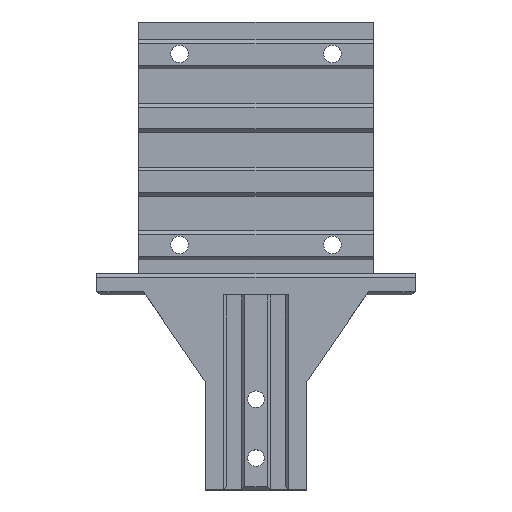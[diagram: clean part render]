
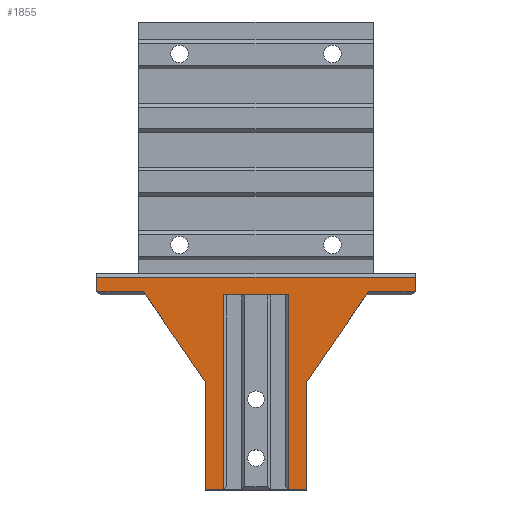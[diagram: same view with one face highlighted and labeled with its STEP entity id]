
A CAD part, top view. The second image highlights one B-rep face of the part: STEP entity #1855.
In plain terms, the highlighted planar face has unit normal (0, 0, 1).
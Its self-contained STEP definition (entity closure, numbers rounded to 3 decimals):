
#145=FACE_OUTER_BOUND('',#261,.T.);
#261=EDGE_LOOP('',(#1366,#1367,#1368,#1369,#1370,#1371,#1372,#1373,#1374,
#1375,#1376,#1377,#1378,#1379));
#419=LINE('',#2729,#632);
#425=LINE('',#2740,#638);
#427=LINE('',#2749,#640);
#437=LINE('',#2768,#650);
#445=LINE('',#2799,#658);
#456=LINE('',#2821,#669);
#459=LINE('',#2828,#672);
#465=LINE('',#2840,#678);
#466=LINE('',#2841,#679);
#467=LINE('',#2843,#680);
#468=LINE('',#2845,#681);
#469=LINE('',#2846,#682);
#470=LINE('',#2848,#683);
#471=LINE('',#2849,#684);
#632=VECTOR('',#2177,10.);
#638=VECTOR('',#2185,10.);
#640=VECTOR('',#2193,10.);
#650=VECTOR('',#2203,10.);
#658=VECTOR('',#2231,10.);
#669=VECTOR('',#2252,10.);
#672=VECTOR('',#2259,10.);
#678=VECTOR('',#2267,10.);
#679=VECTOR('',#2268,10.);
#680=VECTOR('',#2269,10.);
#681=VECTOR('',#2270,10.);
#682=VECTOR('',#2271,10.);
#683=VECTOR('',#2272,10.);
#684=VECTOR('',#2273,10.);
#835=VERTEX_POINT('',#2726);
#836=VERTEX_POINT('',#2728);
#840=VERTEX_POINT('',#2738);
#843=VERTEX_POINT('',#2746);
#844=VERTEX_POINT('',#2748);
#853=VERTEX_POINT('',#2766);
#865=VERTEX_POINT('',#2794);
#866=VERTEX_POINT('',#2798);
#872=VERTEX_POINT('',#2816);
#874=VERTEX_POINT('',#2827);
#879=VERTEX_POINT('',#2839);
#880=VERTEX_POINT('',#2842);
#881=VERTEX_POINT('',#2844);
#882=VERTEX_POINT('',#2847);
#1013=EDGE_CURVE('',#836,#835,#419,.T.);
#1019=EDGE_CURVE('',#835,#840,#425,.T.);
#1023=EDGE_CURVE('',#844,#843,#427,.T.);
#1033=EDGE_CURVE('',#840,#853,#437,.T.);
#1047=EDGE_CURVE('',#865,#866,#445,.T.);
#1059=EDGE_CURVE('',#836,#872,#456,.T.);
#1062=EDGE_CURVE('',#874,#872,#459,.T.);
#1068=EDGE_CURVE('',#865,#879,#465,.T.);
#1069=EDGE_CURVE('',#879,#874,#466,.T.);
#1070=EDGE_CURVE('',#853,#880,#467,.T.);
#1071=EDGE_CURVE('',#880,#881,#468,.T.);
#1072=EDGE_CURVE('',#881,#844,#469,.T.);
#1073=EDGE_CURVE('',#843,#882,#470,.T.);
#1074=EDGE_CURVE('',#882,#866,#471,.T.);
#1366=ORIENTED_EDGE('',*,*,#1047,.F.);
#1367=ORIENTED_EDGE('',*,*,#1068,.T.);
#1368=ORIENTED_EDGE('',*,*,#1069,.T.);
#1369=ORIENTED_EDGE('',*,*,#1062,.T.);
#1370=ORIENTED_EDGE('',*,*,#1059,.F.);
#1371=ORIENTED_EDGE('',*,*,#1013,.T.);
#1372=ORIENTED_EDGE('',*,*,#1019,.T.);
#1373=ORIENTED_EDGE('',*,*,#1033,.T.);
#1374=ORIENTED_EDGE('',*,*,#1070,.T.);
#1375=ORIENTED_EDGE('',*,*,#1071,.T.);
#1376=ORIENTED_EDGE('',*,*,#1072,.T.);
#1377=ORIENTED_EDGE('',*,*,#1023,.T.);
#1378=ORIENTED_EDGE('',*,*,#1073,.T.);
#1379=ORIENTED_EDGE('',*,*,#1074,.T.);
#1772=PLANE('',#1985);
#1855=ADVANCED_FACE('',(#145),#1772,.T.);
#1985=AXIS2_PLACEMENT_3D('',#2838,#2265,#2266);
#2177=DIRECTION('',(0.565,-0.825,0.));
#2185=DIRECTION('',(0.,-1.,0.));
#2193=DIRECTION('',(1.,0.,0.));
#2203=DIRECTION('',(1.,0.,0.));
#2231=DIRECTION('',(-1.,0.,0.));
#2252=DIRECTION('',(-1.,0.,0.));
#2259=DIRECTION('',(0.,-1.,0.));
#2265=DIRECTION('center_axis',(0.,0.,1.));
#2266=DIRECTION('ref_axis',(1.,0.,0.));
#2267=DIRECTION('',(0.,1.,0.));
#2268=DIRECTION('',(-1.,0.,0.));
#2269=DIRECTION('',(0.,1.,0.));
#2270=DIRECTION('',(1.,0.,0.));
#2271=DIRECTION('',(0.,-1.,0.));
#2272=DIRECTION('',(0.,1.,0.));
#2273=DIRECTION('',(0.565,0.825,0.));
#2726=CARTESIAN_POINT('',(-16.,-39.5,25.6));
#2728=CARTESIAN_POINT('',(-35.335,-11.25,25.6));
#2729=CARTESIAN_POINT('',(-16.,-39.5,25.6));
#2738=CARTESIAN_POINT('',(-16.,-73.5,25.6));
#2740=CARTESIAN_POINT('',(-16.,-73.5,25.6));
#2746=CARTESIAN_POINT('',(16.,-73.5,25.6));
#2748=CARTESIAN_POINT('',(10.25,-73.5,25.6));
#2749=CARTESIAN_POINT('',(16.,-73.5,25.6));
#2766=CARTESIAN_POINT('',(-10.25,-73.5,25.6));
#2768=CARTESIAN_POINT('',(16.,-73.5,25.6));
#2794=CARTESIAN_POINT('',(50.,-11.25,25.6));
#2798=CARTESIAN_POINT('',(35.335,-11.25,25.6));
#2799=CARTESIAN_POINT('',(17.325,-11.25,25.6));
#2816=CARTESIAN_POINT('',(-50.,-11.25,25.6));
#2821=CARTESIAN_POINT('',(-25.,-11.25,25.6));
#2827=CARTESIAN_POINT('',(-50.,-6.75,25.6));
#2828=CARTESIAN_POINT('',(-50.,-6.75,25.6));
#2838=CARTESIAN_POINT('Origin',(0.,-40.125,25.6));
#2839=CARTESIAN_POINT('',(50.,-6.75,25.6));
#2840=CARTESIAN_POINT('',(50.,-12.25,25.6));
#2841=CARTESIAN_POINT('',(50.,-6.75,25.6));
#2842=CARTESIAN_POINT('',(-10.25,-12.25,25.6));
#2843=CARTESIAN_POINT('',(-10.25,-12.25,25.6));
#2844=CARTESIAN_POINT('',(10.25,-12.25,25.6));
#2845=CARTESIAN_POINT('',(10.25,-12.25,25.6));
#2846=CARTESIAN_POINT('',(10.25,-73.5,25.6));
#2847=CARTESIAN_POINT('',(16.,-39.5,25.6));
#2848=CARTESIAN_POINT('',(16.,-73.5,25.6));
#2849=CARTESIAN_POINT('',(16.,-39.5,25.6));
